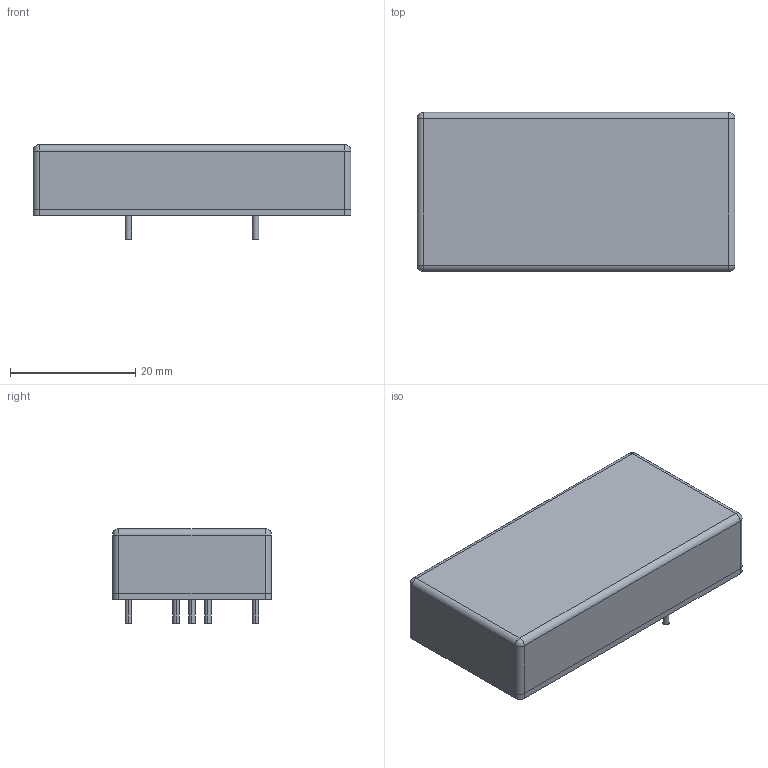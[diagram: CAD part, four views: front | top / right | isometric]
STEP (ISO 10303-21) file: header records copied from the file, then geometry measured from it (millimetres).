
FILE_DESCRIPTION((''),'2;1');
FILE_NAME('DCDC_EMERSON_AEE_Dual.stp','2012-12-10T17:05:20',(''),(''),'Mechanical Desktop 2011','Mechanical Desktop 2011',', , ');
FILE_SCHEMA(('AUTOMOTIVE_DESIGN { 1 2 10303 214 1 1 1 1 }'));
Length unit declared in the file: millimetre
Products named in the file (1): Product
Bounding box: 50.8 x 25.4 x 15.1 mm (x, y, z)
Volume: 14553.8 mm3; surface area: 6863 mm2
Topology: 7 solids, 7 shells, 48 faces, 94 edges, 56 vertices
Faces by surface type: cylinder 22, plane 22, sphere 4
Entity records: 1255 total; most frequent: DIRECTION 232, CARTESIAN_POINT 195, ORIENTED_EDGE 180, AXIS2_PLACEMENT_3D 93, EDGE_CURVE 90, VERTEX_POINT 56, EDGE_LOOP 48, FACE_OUTER_BOUND 48
